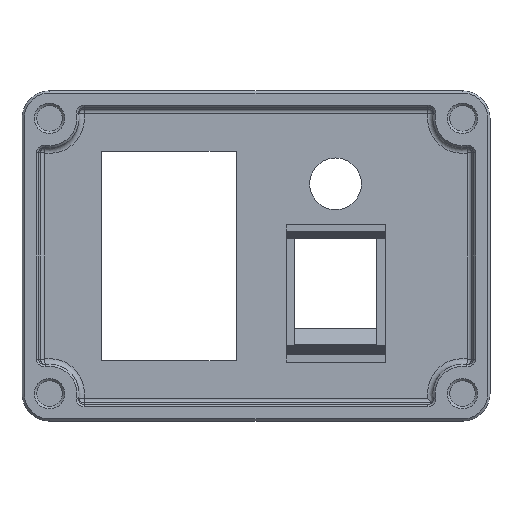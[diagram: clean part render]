
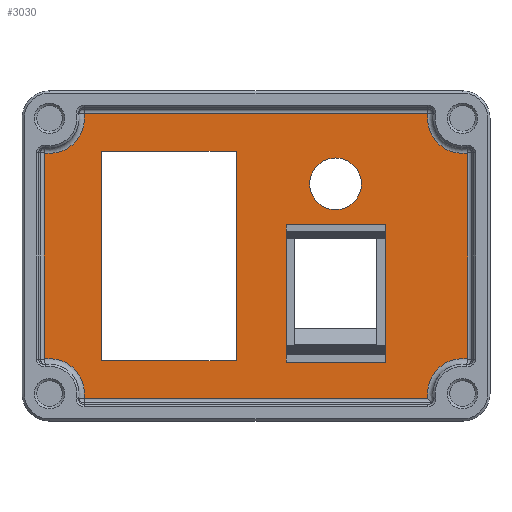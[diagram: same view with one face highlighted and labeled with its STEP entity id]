
A CAD part, front view. The second image highlights one B-rep face of the part: STEP entity #3030.
In plain terms, the highlighted planar face has unit normal (0, -1, 0).
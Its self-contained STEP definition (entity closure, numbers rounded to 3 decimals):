
#48=FACE_BOUND('',#466,.T.);
#49=FACE_BOUND('',#467,.T.);
#50=FACE_BOUND('',#468,.T.);
#138=PLANE('',#3282);
#272=FACE_OUTER_BOUND('',#465,.T.);
#465=EDGE_LOOP('',(#2372,#2373,#2374,#2375,#2376,#2377,#2378,#2379));
#466=EDGE_LOOP('',(#2380));
#467=EDGE_LOOP('',(#2381,#2382,#2383,#2384));
#468=EDGE_LOOP('',(#2385,#2386,#2387,#2388));
#587=LINE('',#4382,#908);
#591=LINE('',#4390,#912);
#596=LINE('',#4400,#917);
#648=LINE('',#4502,#969);
#651=LINE('',#4510,#972);
#655=LINE('',#4517,#976);
#658=LINE('',#4523,#979);
#660=LINE('',#4526,#981);
#719=LINE('',#4795,#1040);
#720=LINE('',#4796,#1041);
#721=LINE('',#4798,#1042);
#722=LINE('',#4802,#1043);
#908=VECTOR('',#3462,10.);
#912=VECTOR('',#3468,10.);
#917=VECTOR('',#3475,10.);
#969=VECTOR('',#3565,10.);
#972=VECTOR('',#3570,10.);
#976=VECTOR('',#3576,10.);
#979=VECTOR('',#3581,10.);
#981=VECTOR('',#3585,10.);
#1040=VECTOR('',#3848,1000.);
#1041=VECTOR('',#3849,1000.);
#1042=VECTOR('',#3850,1000.);
#1043=VECTOR('',#3853,1000.);
#1228=CIRCLE('',#3153,4.7);
#1246=CIRCLE('',#3206,6.35);
#1251=CIRCLE('',#3213,6.35);
#1287=CIRCLE('',#3283,6.35);
#1288=CIRCLE('',#3284,6.35);
#1332=VERTEX_POINT('',#4374);
#1334=VERTEX_POINT('',#4380);
#1335=VERTEX_POINT('',#4381);
#1338=VERTEX_POINT('',#4389);
#1342=VERTEX_POINT('',#4399);
#1376=VERTEX_POINT('',#4507);
#1377=VERTEX_POINT('',#4509);
#1379=VERTEX_POINT('',#4515);
#1381=VERTEX_POINT('',#4521);
#1402=VERTEX_POINT('',#4582);
#1403=VERTEX_POINT('',#4583);
#1408=VERTEX_POINT('',#4597);
#1409=VERTEX_POINT('',#4598);
#1473=VERTEX_POINT('',#4794);
#1474=VERTEX_POINT('',#4797);
#1475=VERTEX_POINT('',#4799);
#1476=VERTEX_POINT('',#4801);
#1602=EDGE_CURVE('',#1332,#1332,#1228,.T.);
#1605=EDGE_CURVE('',#1334,#1335,#587,.T.);
#1609=EDGE_CURVE('',#1338,#1334,#591,.T.);
#1614=EDGE_CURVE('',#1342,#1338,#596,.T.);
#1666=EDGE_CURVE('',#1335,#1342,#648,.T.);
#1669=EDGE_CURVE('',#1377,#1376,#651,.T.);
#1673=EDGE_CURVE('',#1376,#1379,#655,.T.);
#1676=EDGE_CURVE('',#1379,#1381,#658,.T.);
#1678=EDGE_CURVE('',#1381,#1377,#660,.T.);
#1705=EDGE_CURVE('',#1402,#1403,#1246,.T.);
#1712=EDGE_CURVE('',#1408,#1409,#1251,.T.);
#1800=EDGE_CURVE('',#1473,#1402,#719,.T.);
#1801=EDGE_CURVE('',#1403,#1408,#720,.T.);
#1802=EDGE_CURVE('',#1409,#1474,#721,.T.);
#1803=EDGE_CURVE('',#1474,#1475,#1287,.T.);
#1804=EDGE_CURVE('',#1475,#1476,#722,.T.);
#1805=EDGE_CURVE('',#1476,#1473,#1288,.T.);
#2372=ORIENTED_EDGE('',*,*,#1800,.T.);
#2373=ORIENTED_EDGE('',*,*,#1705,.T.);
#2374=ORIENTED_EDGE('',*,*,#1801,.T.);
#2375=ORIENTED_EDGE('',*,*,#1712,.T.);
#2376=ORIENTED_EDGE('',*,*,#1802,.T.);
#2377=ORIENTED_EDGE('',*,*,#1803,.T.);
#2378=ORIENTED_EDGE('',*,*,#1804,.T.);
#2379=ORIENTED_EDGE('',*,*,#1805,.T.);
#2380=ORIENTED_EDGE('',*,*,#1602,.T.);
#2381=ORIENTED_EDGE('',*,*,#1614,.T.);
#2382=ORIENTED_EDGE('',*,*,#1609,.T.);
#2383=ORIENTED_EDGE('',*,*,#1605,.T.);
#2384=ORIENTED_EDGE('',*,*,#1666,.T.);
#2385=ORIENTED_EDGE('',*,*,#1669,.T.);
#2386=ORIENTED_EDGE('',*,*,#1673,.T.);
#2387=ORIENTED_EDGE('',*,*,#1676,.T.);
#2388=ORIENTED_EDGE('',*,*,#1678,.T.);
#3030=ADVANCED_FACE('',(#272,#48,#49,#50),#138,.F.);
#3153=AXIS2_PLACEMENT_3D('',#4375,#3455,#3456);
#3206=AXIS2_PLACEMENT_3D('',#4584,#3646,#3647);
#3213=AXIS2_PLACEMENT_3D('',#4599,#3662,#3663);
#3282=AXIS2_PLACEMENT_3D('',#4793,#3846,#3847);
#3283=AXIS2_PLACEMENT_3D('',#4800,#3851,#3852);
#3284=AXIS2_PLACEMENT_3D('',#4803,#3854,#3855);
#3455=DIRECTION('center_axis',(0.,1.,0.));
#3456=DIRECTION('ref_axis',(1.,0.,0.));
#3462=DIRECTION('',(-1.,0.,0.));
#3468=DIRECTION('',(0.,0.,-1.));
#3475=DIRECTION('',(1.,0.,0.));
#3565=DIRECTION('',(0.,0.,1.));
#3570=DIRECTION('',(0.,0.,-1.));
#3576=DIRECTION('',(-1.,0.,0.));
#3581=DIRECTION('',(0.,0.,1.));
#3585=DIRECTION('',(1.,0.,0.));
#3646=DIRECTION('center_axis',(0.,1.,0.));
#3647=DIRECTION('ref_axis',(0.,0.,1.));
#3662=DIRECTION('center_axis',(0.,1.,0.));
#3663=DIRECTION('ref_axis',(0.,0.,1.));
#3846=DIRECTION('center_axis',(0.,1.,0.));
#3847=DIRECTION('ref_axis',(0.,0.,1.));
#3848=DIRECTION('',(0.,0.,-1.));
#3849=DIRECTION('',(1.,0.,0.));
#3850=DIRECTION('',(0.,0.,1.));
#3851=DIRECTION('center_axis',(0.,1.,0.));
#3852=DIRECTION('ref_axis',(0.,0.,1.));
#3853=DIRECTION('',(-1.,0.,0.));
#3854=DIRECTION('center_axis',(0.,1.,0.));
#3855=DIRECTION('ref_axis',(0.,0.,1.));
#4374=CARTESIAN_POINT('',(9.75,5.,13.1));
#4375=CARTESIAN_POINT('Origin',(14.45,5.,13.1));
#4380=CARTESIAN_POINT('',(23.45,5.,-19.275));
#4381=CARTESIAN_POINT('',(5.45,5.,-19.275));
#4382=CARTESIAN_POINT('',(2.725,5.,-19.275));
#4389=CARTESIAN_POINT('',(23.45,5.,5.725));
#4390=CARTESIAN_POINT('',(23.45,5.,-9.637));
#4399=CARTESIAN_POINT('',(5.45,5.,5.725));
#4400=CARTESIAN_POINT('',(11.725,5.,5.725));
#4502=CARTESIAN_POINT('',(5.45,5.,2.863));
#4507=CARTESIAN_POINT('',(-3.6,5.,-19.));
#4509=CARTESIAN_POINT('',(-3.6,5.,19.));
#4510=CARTESIAN_POINT('',(-3.6,5.,-9.5));
#4515=CARTESIAN_POINT('',(-28.1,5.,-19.));
#4517=CARTESIAN_POINT('',(-14.05,5.,-19.));
#4521=CARTESIAN_POINT('',(-28.1,5.,19.));
#4523=CARTESIAN_POINT('',(-28.1,5.,9.5));
#4526=CARTESIAN_POINT('',(-1.8,5.,19.));
#4582=CARTESIAN_POINT('',(-38.443,5.,-18.72));
#4583=CARTESIAN_POINT('',(-31.22,5.,-25.943));
#4584=CARTESIAN_POINT('Origin',(-37.5,5.,-25.));
#4597=CARTESIAN_POINT('',(31.22,5.,-25.943));
#4598=CARTESIAN_POINT('',(38.443,5.,-18.72));
#4599=CARTESIAN_POINT('Origin',(37.5,5.,-25.));
#4793=CARTESIAN_POINT('Origin',(0.,5.,0.));
#4794=CARTESIAN_POINT('',(-38.443,5.,18.72));
#4795=CARTESIAN_POINT('',(-38.443,5.,-19.825));
#4796=CARTESIAN_POINT('',(32.325,5.,-25.943));
#4797=CARTESIAN_POINT('',(38.443,5.,18.72));
#4798=CARTESIAN_POINT('',(38.443,5.,19.825));
#4799=CARTESIAN_POINT('',(31.22,5.,25.943));
#4800=CARTESIAN_POINT('Origin',(37.5,5.,25.));
#4801=CARTESIAN_POINT('',(-31.22,5.,25.943));
#4802=CARTESIAN_POINT('',(-32.325,5.,25.943));
#4803=CARTESIAN_POINT('Origin',(-37.5,5.,25.));
